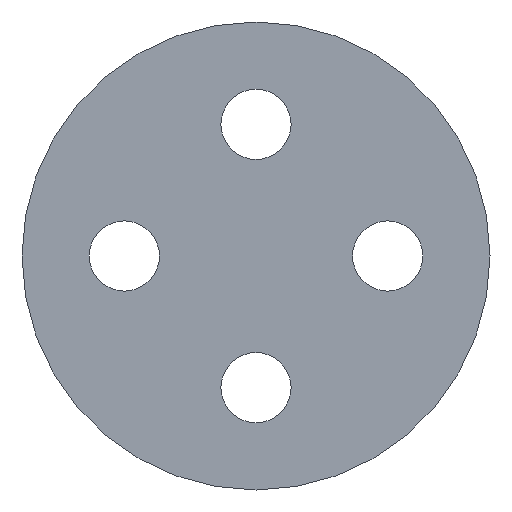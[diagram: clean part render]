
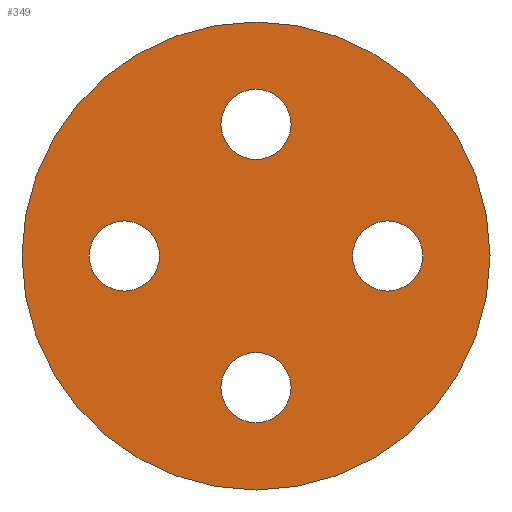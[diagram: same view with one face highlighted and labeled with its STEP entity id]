
A CAD part, front view. The second image highlights one B-rep face of the part: STEP entity #349.
In plain terms, the highlighted planar face has unit normal (0, -1, 0).
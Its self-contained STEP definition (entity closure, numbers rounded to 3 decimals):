
#6 = VERTEX_POINT ( 'NONE', #33 ) ;
#15 = ORIENTED_EDGE ( 'NONE', *, *, #208, .T. ) ;
#20 = AXIS2_PLACEMENT_3D ( 'NONE', #34, #506, #244 ) ;
#32 = DIRECTION ( 'NONE',  ( 0., 1., 0. ) ) ;
#33 = CARTESIAN_POINT ( 'NONE',  ( 0., 0., -3.3 ) ) ;
#34 = CARTESIAN_POINT ( 'NONE',  ( 0., 0., 0. ) ) ;
#47 = EDGE_CURVE ( 'NONE', #663, #628, #93, .T. ) ;
#66 = DIRECTION ( 'NONE',  ( -1., 0., 0. ) ) ;
#79 = DIRECTION ( 'NONE',  ( 0., 1., 0. ) ) ;
#83 = AXIS2_PLACEMENT_3D ( 'NONE', #504, #32, #92 ) ;
#86 = CIRCLE ( 'NONE', #625, 8. ) ;
#92 = DIRECTION ( 'NONE',  ( 0., 0., 1. ) ) ;
#93 = CIRCLE ( 'NONE', #485, 1.2 ) ;
#95 = ORIENTED_EDGE ( 'NONE', *, *, #434, .T. ) ;
#96 = ORIENTED_EDGE ( 'NONE', *, *, #47, .T. ) ;
#99 = DIRECTION ( 'NONE',  ( 0., 1., 0. ) ) ;
#117 = VERTEX_POINT ( 'NONE', #159 ) ;
#126 = EDGE_CURVE ( 'NONE', #755, #397, #86, .T. ) ;
#136 = DIRECTION ( 'NONE',  ( 0., 1., 0. ) ) ;
#138 = FACE_BOUND ( 'NONE', #572, .T. ) ;
#156 = EDGE_CURVE ( 'NONE', #428, #734, #181, .T. ) ;
#159 = CARTESIAN_POINT ( 'NONE',  ( 0., 0., -5.7 ) ) ;
#163 = CARTESIAN_POINT ( 'NONE',  ( 0., 0., 4.5 ) ) ;
#173 = CARTESIAN_POINT ( 'NONE',  ( 4.5, 0., -1.2 ) ) ;
#175 = CARTESIAN_POINT ( 'NONE',  ( 0., 0., 0. ) ) ;
#181 = CIRCLE ( 'NONE', #668, 1.2 ) ;
#186 = AXIS2_PLACEMENT_3D ( 'NONE', #410, #136, #339 ) ;
#193 = EDGE_LOOP ( 'NONE', ( #585, #545 ) ) ;
#200 = CARTESIAN_POINT ( 'NONE',  ( -4.5, 0., 0. ) ) ;
#202 = FACE_BOUND ( 'NONE', #232, .T. ) ;
#208 = EDGE_CURVE ( 'NONE', #117, #6, #795, .T. ) ;
#227 = CARTESIAN_POINT ( 'NONE',  ( 4.5, 0., 0. ) ) ;
#232 = EDGE_LOOP ( 'NONE', ( #95, #96 ) ) ;
#235 = ORIENTED_EDGE ( 'NONE', *, *, #282, .T. ) ;
#244 = DIRECTION ( 'NONE',  ( -1., 0., 0. ) ) ;
#246 = CARTESIAN_POINT ( 'NONE',  ( 4.5, 0., 1.2 ) ) ;
#249 = CARTESIAN_POINT ( 'NONE',  ( 0., 0., -4.5 ) ) ;
#258 = EDGE_LOOP ( 'NONE', ( #606, #15 ) ) ;
#266 = CARTESIAN_POINT ( 'NONE',  ( -4.5, 0., -1.2 ) ) ;
#268 = DIRECTION ( 'NONE',  ( 0., 0., 1. ) ) ;
#280 = ORIENTED_EDGE ( 'NONE', *, *, #446, .T. ) ;
#282 = EDGE_CURVE ( 'NONE', #688, #366, #826, .T. ) ;
#286 = ORIENTED_EDGE ( 'NONE', *, *, #156, .T. ) ;
#292 = CIRCLE ( 'NONE', #661, 1.2 ) ;
#311 = DIRECTION ( 'NONE',  ( -1., 0., 0. ) ) ;
#326 = CIRCLE ( 'NONE', #186, 1.2 ) ;
#333 = CARTESIAN_POINT ( 'NONE',  ( 8., 0., 0. ) ) ;
#339 = DIRECTION ( 'NONE',  ( 0., 0., 1. ) ) ;
#349 = ADVANCED_FACE ( 'NONE', ( #542, #835, #202, #138, #653 ), #460, .F. ) ;
#359 = DIRECTION ( 'NONE',  ( 0., 1., 0. ) ) ;
#366 = VERTEX_POINT ( 'NONE', #266 ) ;
#372 = DIRECTION ( 'NONE',  ( 0., 0., 1. ) ) ;
#389 = EDGE_CURVE ( 'NONE', #397, #755, #841, .T. ) ;
#397 = VERTEX_POINT ( 'NONE', #535 ) ;
#410 = CARTESIAN_POINT ( 'NONE',  ( 4.5, 0., 0. ) ) ;
#428 = VERTEX_POINT ( 'NONE', #863 ) ;
#434 = EDGE_CURVE ( 'NONE', #628, #663, #326, .T. ) ;
#442 = DIRECTION ( 'NONE',  ( 0., 1., 0. ) ) ;
#446 = EDGE_CURVE ( 'NONE', #366, #688, #550, .T. ) ;
#460 = PLANE ( 'NONE',  #804 ) ;
#469 = CARTESIAN_POINT ( 'NONE',  ( 0., 0., 4.5 ) ) ;
#474 = DIRECTION ( 'NONE',  ( 0., 0., 1. ) ) ;
#485 = AXIS2_PLACEMENT_3D ( 'NONE', #227, #99, #770 ) ;
#504 = CARTESIAN_POINT ( 'NONE',  ( -4.5, 0., 0. ) ) ;
#506 = DIRECTION ( 'NONE',  ( 0., 1., 0. ) ) ;
#510 = DIRECTION ( 'NONE',  ( 0., 0., 1. ) ) ;
#535 = CARTESIAN_POINT ( 'NONE',  ( -8., 0., 0. ) ) ;
#542 = FACE_BOUND ( 'NONE', #654, .T. ) ;
#545 = ORIENTED_EDGE ( 'NONE', *, *, #126, .F. ) ;
#549 = AXIS2_PLACEMENT_3D ( 'NONE', #163, #442, #372 ) ;
#550 = CIRCLE ( 'NONE', #567, 1.2 ) ;
#567 = AXIS2_PLACEMENT_3D ( 'NONE', #200, #359, #474 ) ;
#568 = EDGE_CURVE ( 'NONE', #734, #428, #852, .T. ) ;
#572 = EDGE_LOOP ( 'NONE', ( #286, #819 ) ) ;
#585 = ORIENTED_EDGE ( 'NONE', *, *, #389, .F. ) ;
#589 = CARTESIAN_POINT ( 'NONE',  ( 0., 0., 3.3 ) ) ;
#598 = DIRECTION ( 'NONE',  ( 0., 1., 0. ) ) ;
#606 = ORIENTED_EDGE ( 'NONE', *, *, #614, .T. ) ;
#608 = AXIS2_PLACEMENT_3D ( 'NONE', #746, #79, #667 ) ;
#614 = EDGE_CURVE ( 'NONE', #6, #117, #292, .T. ) ;
#625 = AXIS2_PLACEMENT_3D ( 'NONE', #175, #650, #311 ) ;
#628 = VERTEX_POINT ( 'NONE', #246 ) ;
#647 = DIRECTION ( 'NONE',  ( 0., 1., 0. ) ) ;
#650 = DIRECTION ( 'NONE',  ( 0., 1., 0. ) ) ;
#653 = FACE_OUTER_BOUND ( 'NONE', #193, .T. ) ;
#654 = EDGE_LOOP ( 'NONE', ( #235, #280 ) ) ;
#656 = CARTESIAN_POINT ( 'NONE',  ( -4.5, 0., 1.2 ) ) ;
#661 = AXIS2_PLACEMENT_3D ( 'NONE', #249, #647, #510 ) ;
#663 = VERTEX_POINT ( 'NONE', #173 ) ;
#667 = DIRECTION ( 'NONE',  ( 0., 0., 1. ) ) ;
#668 = AXIS2_PLACEMENT_3D ( 'NONE', #469, #738, #268 ) ;
#688 = VERTEX_POINT ( 'NONE', #656 ) ;
#734 = VERTEX_POINT ( 'NONE', #589 ) ;
#738 = DIRECTION ( 'NONE',  ( 0., 1., 0. ) ) ;
#746 = CARTESIAN_POINT ( 'NONE',  ( 0., 0., -4.5 ) ) ;
#755 = VERTEX_POINT ( 'NONE', #333 ) ;
#770 = DIRECTION ( 'NONE',  ( 0., 0., 1. ) ) ;
#795 = CIRCLE ( 'NONE', #608, 1.2 ) ;
#804 = AXIS2_PLACEMENT_3D ( 'NONE', #864, #598, #66 ) ;
#819 = ORIENTED_EDGE ( 'NONE', *, *, #568, .T. ) ;
#826 = CIRCLE ( 'NONE', #83, 1.2 ) ;
#835 = FACE_BOUND ( 'NONE', #258, .T. ) ;
#841 = CIRCLE ( 'NONE', #20, 8. ) ;
#852 = CIRCLE ( 'NONE', #549, 1.2 ) ;
#863 = CARTESIAN_POINT ( 'NONE',  ( 0., 0., 5.7 ) ) ;
#864 = CARTESIAN_POINT ( 'NONE',  ( 0., 0., 0. ) ) ;
